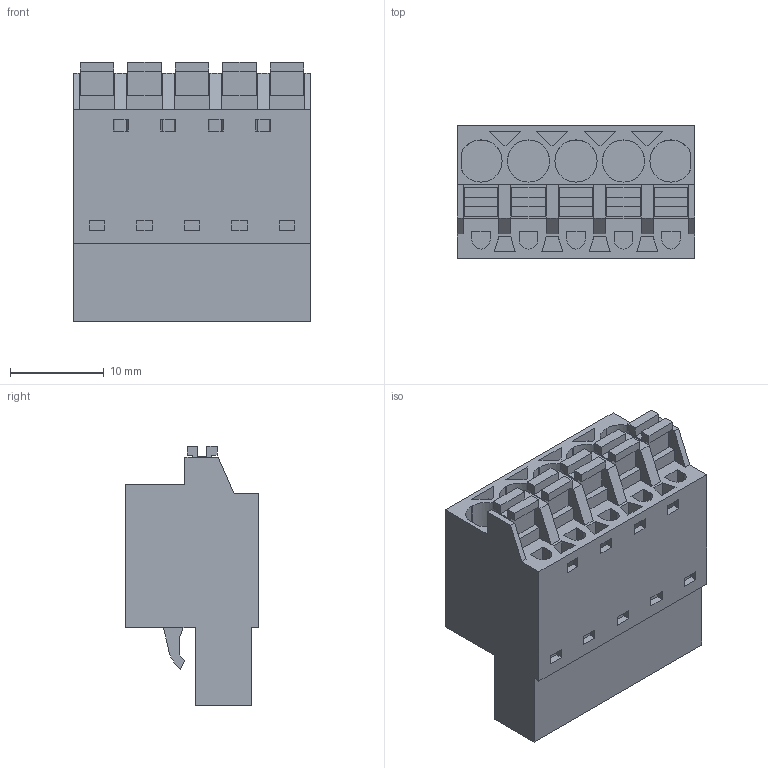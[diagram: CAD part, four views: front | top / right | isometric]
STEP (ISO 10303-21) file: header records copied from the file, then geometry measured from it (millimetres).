
FILE_DESCRIPTION(('CATIA V5 STEP Exchange','CAx-IF Rec.Pracs.--- Model Styling and Organization---1.2---2011-12-15'),'2;1');
FILE_NAME ('D1446545_0_1013460000_1013460000.stp','2017-04-28T12:41:29+00:00',('none'),('Weidmueller'),'CATIA Version 5-6 Release 2014','CATIA V5 STEP AP214','none');
FILE_SCHEMA(('AUTOMOTIVE_DESIGN { 1 0 10303 214 1 1 1 1 }'));
Length unit declared in the file: millimetre
Products named in the file (1): 1013460000
Bounding box: 25.4 x 14.2 x 27.73 mm (x, y, z)
Volume: 6079 mm3; surface area: 4342 mm2
Topology: 6 solids, 6 shells, 355 faces, 1004 edges, 696 vertices
Faces by surface type: plane 318, cylinder 36, extrusion 1
Entity records: 11495 total; most frequent: CARTESIAN_POINT 2211, ORIENTED_EDGE 2008, DIRECTION 1495, EDGE_CURVE 1004, VECTOR 931, LINE 930, VERTEX_POINT 696, EDGE_LOOP 406
